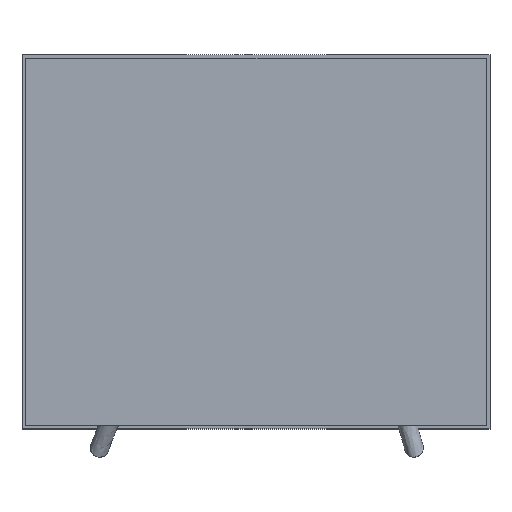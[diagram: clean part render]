
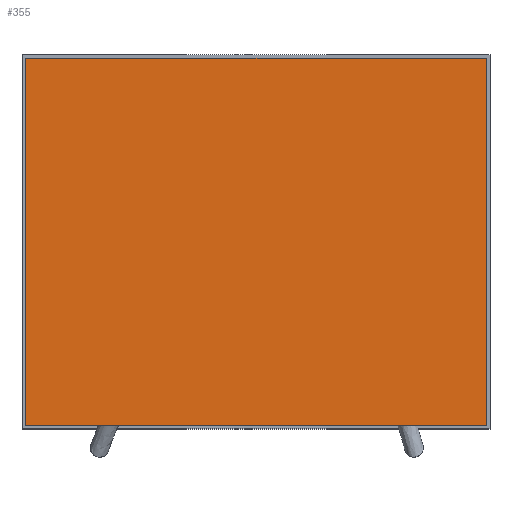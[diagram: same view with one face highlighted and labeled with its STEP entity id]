
A CAD part, top view. The second image highlights one B-rep face of the part: STEP entity #355.
In plain terms, the highlighted planar face has unit normal (0, 0, 1).
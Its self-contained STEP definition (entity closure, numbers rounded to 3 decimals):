
#121=LINE('',#1846,#217);
#123=LINE('',#1850,#219);
#124=LINE('',#1852,#220);
#125=LINE('',#1854,#221);
#217=VECTOR('',#1084,1.);
#219=VECTOR('',#1088,1.);
#220=VECTOR('',#1089,1.);
#221=VECTOR('',#1090,1.);
#355=ADVANCED_FACE('',(#461),#409,.F.);
#409=PLANE('',#989);
#461=FACE_OUTER_BOUND('',#526,.T.);
#526=EDGE_LOOP('',(#623,#624,#625,#626));
#623=ORIENTED_EDGE('',*,*,#893,.F.);
#624=ORIENTED_EDGE('',*,*,#894,.F.);
#625=ORIENTED_EDGE('',*,*,#895,.F.);
#626=ORIENTED_EDGE('',*,*,#891,.F.);
#812=VERTEX_POINT('',#1845);
#813=VERTEX_POINT('',#1847);
#814=VERTEX_POINT('',#1851);
#815=VERTEX_POINT('',#1853);
#891=EDGE_CURVE('',#812,#813,#121,.T.);
#893=EDGE_CURVE('',#814,#812,#123,.T.);
#894=EDGE_CURVE('',#815,#814,#124,.T.);
#895=EDGE_CURVE('',#813,#815,#125,.T.);
#989=AXIS2_PLACEMENT_3D('',#1855,#1091,#1092);
#1084=DIRECTION('',(0.,-1.,0.));
#1088=DIRECTION('',(1.,0.,0.));
#1089=DIRECTION('',(0.,1.,0.));
#1090=DIRECTION('',(-1.,0.,0.));
#1091=DIRECTION('',(0.,0.,-1.));
#1092=DIRECTION('',(-1.,0.,0.));
#1845=CARTESIAN_POINT('',(2.48,1.98,1.1));
#1846=CARTESIAN_POINT('',(2.48,2.,1.1));
#1847=CARTESIAN_POINT('',(2.48,0.02,1.1));
#1850=CARTESIAN_POINT('',(2.5,1.98,1.1));
#1851=CARTESIAN_POINT('',(0.02,1.98,1.1));
#1852=CARTESIAN_POINT('',(0.02,2.,1.1));
#1853=CARTESIAN_POINT('',(0.02,0.02,1.1));
#1854=CARTESIAN_POINT('',(2.5,0.02,1.1));
#1855=CARTESIAN_POINT('',(2.5,2.,1.1));
